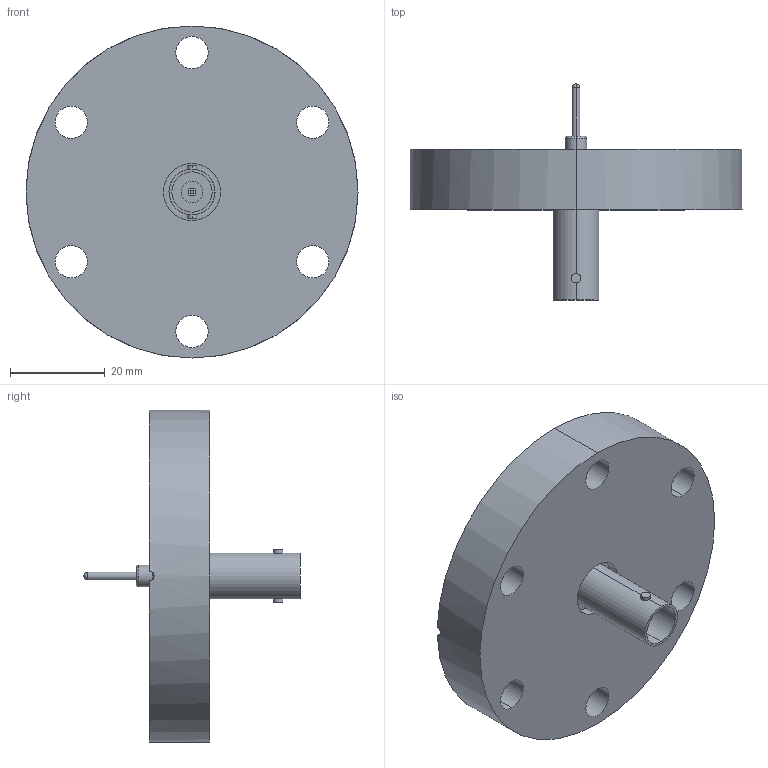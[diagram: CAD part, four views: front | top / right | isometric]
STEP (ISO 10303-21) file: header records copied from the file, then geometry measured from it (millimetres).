
FILE_DESCRIPTION (( 'STEP AP214' ), '1' );
FILE_NAME ('242-SHV50-C40.STEP', '2013-12-09T11:23:43', ( '' ), ( '' ), 'SwSTEP 2.0', 'SolidWorks 2013', '' );
FILE_SCHEMA (( 'AUTOMOTIVE_DESIGN' ));
Length unit declared in the file: millimetre
Products named in the file (3): 242-SHV50-C40; 9242-SHV50-C40_DN40 CF; 242-SHV50
Assembly tree (2 placements, depth 2):
  242-SHV50-C40
    9242-SHV50-C40_DN40 CF
    242-SHV50
Bounding box: 69.9 x 45.5 x 69.9 mm (x, y, z)
Volume: 44012.5 mm3; surface area: 14318.3 mm2
Topology: 3 solids, 3 shells, 68 faces, 150 edges, 96 vertices
Faces by surface type: cylinder 44, plane 16, cone 4, torus 4
Entity records: 2171 total; most frequent: CARTESIAN_POINT 449, DIRECTION 380, ORIENTED_EDGE 300, AXIS2_PLACEMENT_3D 165, EDGE_CURVE 150, VERTEX_POINT 96, CIRCLE 92, EDGE_LOOP 90
